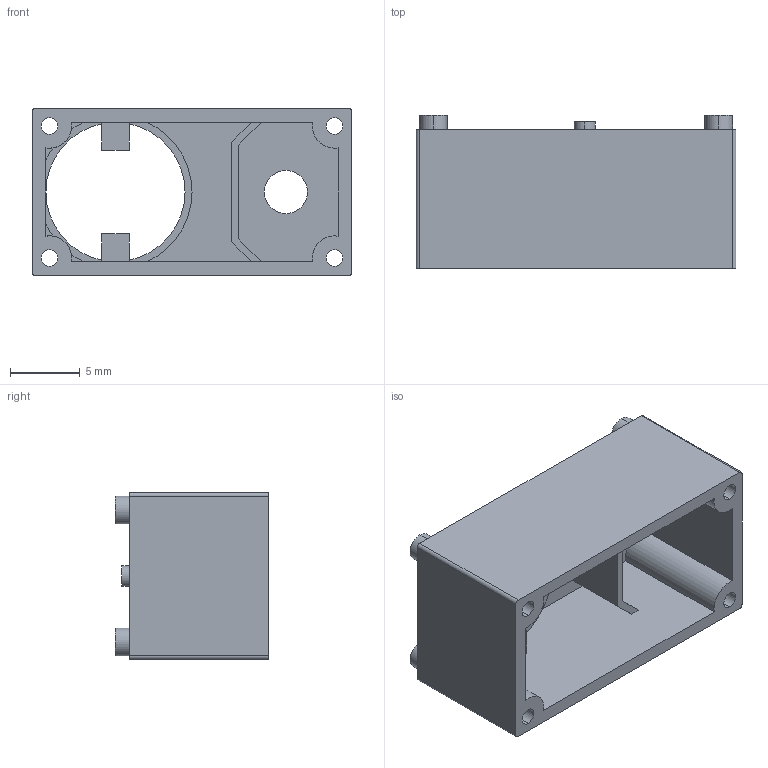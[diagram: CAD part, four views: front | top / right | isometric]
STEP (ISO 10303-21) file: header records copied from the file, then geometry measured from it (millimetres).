
FILE_DESCRIPTION (( 'STEP AP214' ), '1' );
FILE_NAME ('Part_4-1.STEP', '2024-01-17T21:35:32', ( '' ), ( '' ), 'SwSTEP 2.0', 'SolidWorks 2022', '' );
FILE_SCHEMA (( 'AUTOMOTIVE_DESIGN' ));
Length unit declared in the file: millimetre
Products named in the file (1): Part_4-1
Bounding box: 23 x 11 x 12 mm (x, y, z)
Volume: 898.3 mm3; surface area: 2009.5 mm2
Topology: 1 solids, 1 shells, 81 faces, 208 edges, 137 vertices
Faces by surface type: plane 42, cylinder 39
Entity records: 2543 total; most frequent: DIRECTION 455, CARTESIAN_POINT 427, ORIENTED_EDGE 416, EDGE_CURVE 208, AXIS2_PLACEMENT_3D 165, VERTEX_POINT 137, LINE 125, VECTOR 125
